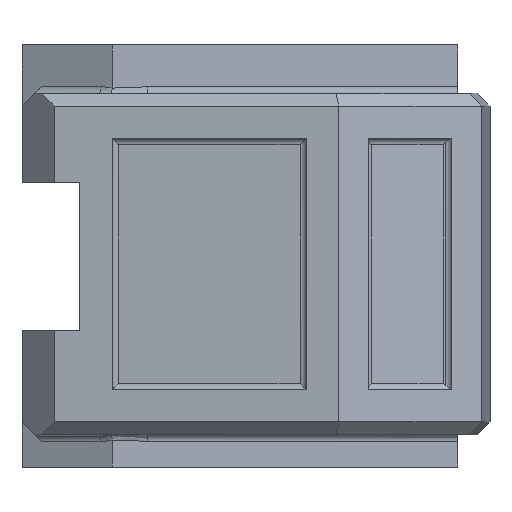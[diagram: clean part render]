
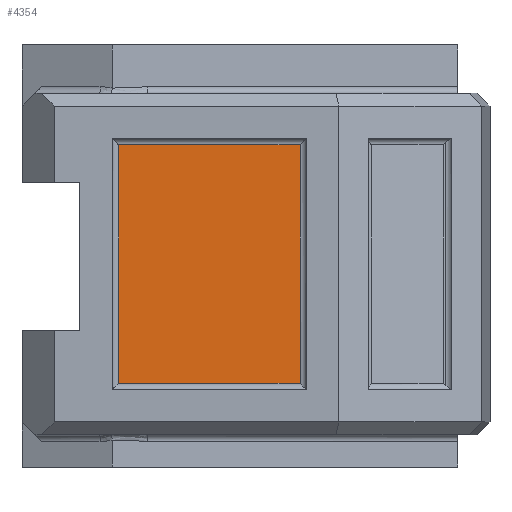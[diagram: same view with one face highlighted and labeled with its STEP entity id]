
A CAD part, left-side view. The second image highlights one B-rep face of the part: STEP entity #4354.
In plain terms, the highlighted planar face has unit normal (-1, 0, 0).
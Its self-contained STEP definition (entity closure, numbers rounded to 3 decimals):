
#349 = DIRECTION ( 'NONE',  ( -1., 0., 0. ) ) ;
#417 = FACE_OUTER_BOUND ( 'NONE', #4475, .T. ) ;
#435 = CARTESIAN_POINT ( 'NONE',  ( -32.13, 65.188, 100.009 ) ) ;
#577 = DIRECTION ( 'NONE',  ( 0., 1., 0. ) ) ;
#856 = EDGE_CURVE ( 'NONE', #1106, #2572, #5199, .T. ) ;
#956 = CARTESIAN_POINT ( 'NONE',  ( -32.13, 65.188, 0. ) ) ;
#1106 = VERTEX_POINT ( 'NONE', #5713 ) ;
#1467 = DIRECTION ( 'NONE',  ( 0., -1., 0. ) ) ;
#1842 = CARTESIAN_POINT ( 'NONE',  ( -32.13, 8.903, 26. ) ) ;
#1915 = PLANE ( 'NONE',  #2275 ) ;
#1976 = LINE ( 'NONE', #6093, #6140 ) ;
#2050 = CARTESIAN_POINT ( 'NONE',  ( -32.13, 0., 0. ) ) ;
#2259 = ORIENTED_EDGE ( 'NONE', *, *, #2272, .T. ) ;
#2272 = EDGE_CURVE ( 'NONE', #2572, #4873, #5003, .T. ) ;
#2275 = AXIS2_PLACEMENT_3D ( 'NONE', #2050, #349, #3025 ) ;
#2490 = CARTESIAN_POINT ( 'NONE',  ( -32.13, 8.903, 0. ) ) ;
#2519 = LINE ( 'NONE', #2490, #4816 ) ;
#2572 = VERTEX_POINT ( 'NONE', #435 ) ;
#2929 = EDGE_CURVE ( 'NONE', #4873, #3021, #1976, .T. ) ;
#3021 = VERTEX_POINT ( 'NONE', #1842 ) ;
#3025 = DIRECTION ( 'NONE',  ( 0., 0., 1. ) ) ;
#3070 = VECTOR ( 'NONE', #577, 1000. ) ;
#4079 = VECTOR ( 'NONE', #4433, 1000. ) ;
#4354 = ADVANCED_FACE ( 'NONE', ( #417 ), #1915, .T. ) ;
#4433 = DIRECTION ( 'NONE',  ( 0., 0., -1. ) ) ;
#4438 = ORIENTED_EDGE ( 'NONE', *, *, #856, .T. ) ;
#4475 = EDGE_LOOP ( 'NONE', ( #5309, #4981, #4438, #2259 ) ) ;
#4506 = DIRECTION ( 'NONE',  ( 0., 0., 1. ) ) ;
#4816 = VECTOR ( 'NONE', #4506, 1000. ) ;
#4873 = VERTEX_POINT ( 'NONE', #5736 ) ;
#4981 = ORIENTED_EDGE ( 'NONE', *, *, #6003, .T. ) ;
#5003 = LINE ( 'NONE', #956, #4079 ) ;
#5164 = CARTESIAN_POINT ( 'NONE',  ( -32.13, 0., 100.009 ) ) ;
#5199 = LINE ( 'NONE', #5164, #3070 ) ;
#5309 = ORIENTED_EDGE ( 'NONE', *, *, #2929, .T. ) ;
#5713 = CARTESIAN_POINT ( 'NONE',  ( -32.13, 8.903, 100.009 ) ) ;
#5736 = CARTESIAN_POINT ( 'NONE',  ( -32.13, 65.188, 26. ) ) ;
#6003 = EDGE_CURVE ( 'NONE', #3021, #1106, #2519, .T. ) ;
#6093 = CARTESIAN_POINT ( 'NONE',  ( -32.13, 0., 26. ) ) ;
#6140 = VECTOR ( 'NONE', #1467, 1000. ) ;
